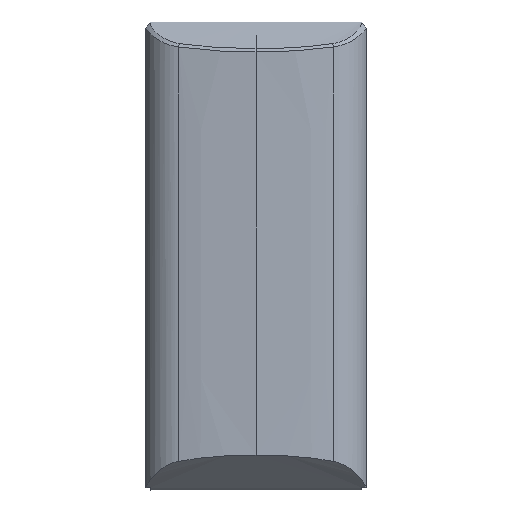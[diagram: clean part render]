
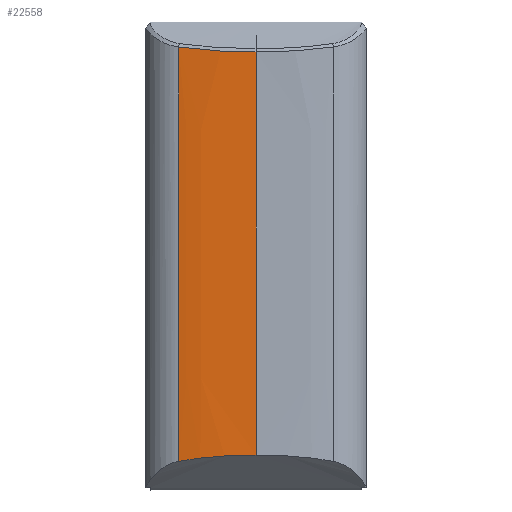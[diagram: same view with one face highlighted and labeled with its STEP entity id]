
A CAD part, top view. The second image highlights one B-rep face of the part: STEP entity #22558.
In plain terms, the highlighted face is a extrusion surface.
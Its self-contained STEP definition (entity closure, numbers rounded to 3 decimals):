
#1129=CARTESIAN_POINT('',(-8.825,2.441,5.765));
#1224=DIRECTION('',(0.,1.,0.));
#1225=VECTOR('',#1224,47.267);
#1226=CARTESIAN_POINT('',(-8.825,2.441,5.765));
#1227=LINE('',#1226,#1225);
#1228=CARTESIAN_POINT('',(-8.825,49.708,5.765));
#1229=CARTESIAN_POINT('',(-8.374,49.638,5.849));
#1230=CARTESIAN_POINT('',(-7.505,49.525,5.987));
#1231=CARTESIAN_POINT('',(-6.385,49.407,6.123));
#1232=CARTESIAN_POINT('',(-5.327,49.317,6.227));
#1233=CARTESIAN_POINT('',(-4.024,49.236,6.321));
#1234=CARTESIAN_POINT('',(-2.781,49.188,6.378));
#1235=CARTESIAN_POINT('',(-1.726,49.161,6.409));
#1236=CARTESIAN_POINT('',(-0.793,49.149,
6.422));
#1237=CARTESIAN_POINT('',(-0.251,49.147,
6.424));
#1238=CARTESIAN_POINT('',(0.,49.147,6.424));
#1240=CARTESIAN_POINT('',(0.,3.144,6.424));
#1241=CARTESIAN_POINT('',(-0.23,3.144,
6.424));
#1242=CARTESIAN_POINT('',(-0.724,3.142,
6.423));
#1243=CARTESIAN_POINT('',(-1.556,3.13,6.412));
#1244=CARTESIAN_POINT('',(-2.498,3.104,6.388));
#1245=CARTESIAN_POINT('',(-3.558,3.057,6.344));
#1246=CARTESIAN_POINT('',(-4.745,2.98,6.273));
#1247=CARTESIAN_POINT('',(-6.074,2.859,6.16));
#1248=CARTESIAN_POINT('',(-7.534,2.673,5.985));
#1249=CARTESIAN_POINT('',(-8.402,2.523,5.843));
#1250=CARTESIAN_POINT('',(-8.825,2.441,5.765));
#1331=DIRECTION('',(0.,1.,0.));
#1332=VECTOR('',#1331,46.003);
#1333=CARTESIAN_POINT('',(0.,3.144,6.424));
#1334=LINE('',#1333,#1332);
#16225=VERTEX_POINT('',#1129);
#16226=VERTEX_POINT('',#1240);
#16246=CARTESIAN_POINT('',(0.,49.147,
6.424));
#16247=VERTEX_POINT('',#16246);
#16249=CARTESIAN_POINT('',(-8.825,49.708,
5.765));
#16251=VERTEX_POINT('',#16249);
#22538=CARTESIAN_POINT('',(-8.912,49.985,
5.749));
#22539=CARTESIAN_POINT('',(-8.884,49.985,
5.754));
#22540=CARTESIAN_POINT('',(-8.559,49.985,
5.815));
#22541=CARTESIAN_POINT('',(-7.682,49.985,
5.963));
#22542=CARTESIAN_POINT('',(-4.578,49.985,
6.359));
#22543=CARTESIAN_POINT('',(-1.739,49.985,
6.425));
#22544=CARTESIAN_POINT('',(0.059,49.985,
6.424));
#22545=CARTESIAN_POINT('',(0.088,49.985,
6.424));
#22547=DIRECTION('',(0.,-1.,0.));
#22548=VECTOR('',#22547,1.);
#22549=SURFACE_OF_LINEAR_EXTRUSION('',#22546,#22548);
#22550=ORIENTED_EDGE('',*,*,#22533,.T.);
#22552=ORIENTED_EDGE('',*,*,#22551,.T.);
#22554=ORIENTED_EDGE('',*,*,#22553,.F.);
#22555=ORIENTED_EDGE('',*,*,#22394,.T.);
#22556=EDGE_LOOP('',(#22550,#22552,#22554,#22555));
#22557=FACE_OUTER_BOUND('',#22556,.F.);
#22558=ADVANCED_FACE('',(#22557),#22549,.F.);
#1239=B_SPLINE_CURVE_WITH_KNOTS('',3,(#1228,#1229,#1230,#1231,#1232,#1233,#1234,
#1235,#1236,#1237,#1238),.UNSPECIFIED.,.F.,.F.,(4,1,1,1,1,1,1,1,4),(0.,
0.125,0.25,0.375,0.5,0.625,0.75,0.875,1.),.UNSPECIFIED.);
#1251=B_SPLINE_CURVE_WITH_KNOTS('',3,(#1240,#1241,#1242,#1243,#1244,#1245,#1246,
#1247,#1248,#1249,#1250),.UNSPECIFIED.,.F.,.F.,(4,1,1,1,1,1,1,1,4),(0.,
0.125,0.25,0.375,0.5,0.625,0.75,0.875,1.),.UNSPECIFIED.);
#22394=EDGE_CURVE('',#16226,#16225,#1251,.T.);
#22533=EDGE_CURVE('',#16225,#16251,#1227,.T.);
#22546=B_SPLINE_CURVE_WITH_KNOTS('',3,(#22538,#22539,#22540,#22541,#22542,
#22543,#22544,#22545),.UNSPECIFIED.,.F.,.F.,(4,1,1,1,1,4),(0.,
0.009,0.106,0.282,0.988,1.),
.UNSPECIFIED.);
#22551=EDGE_CURVE('',#16251,#16247,#1239,.T.);
#22553=EDGE_CURVE('',#16226,#16247,#1334,.T.);
